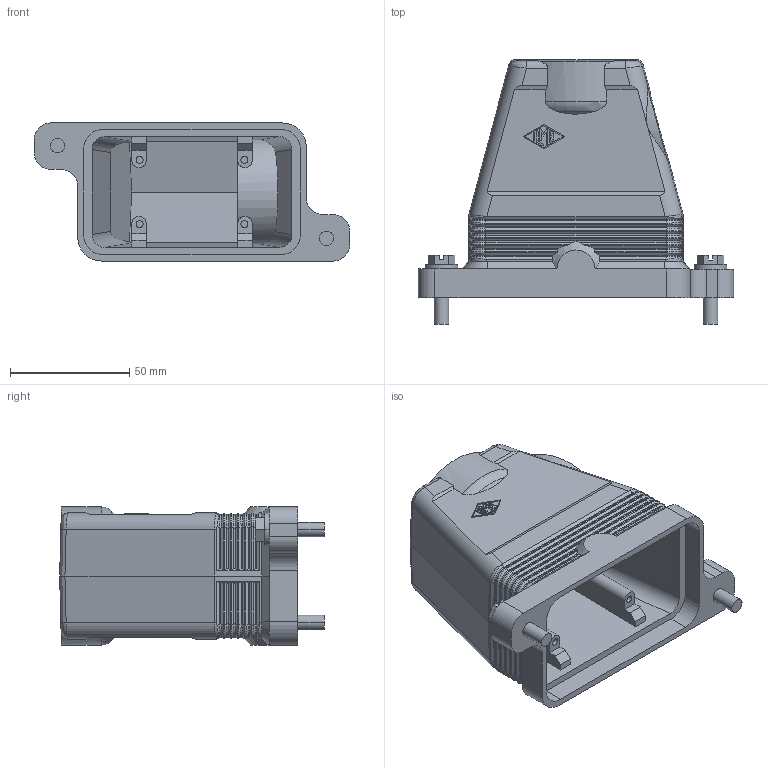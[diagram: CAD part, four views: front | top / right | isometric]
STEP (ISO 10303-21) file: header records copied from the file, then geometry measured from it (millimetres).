
FILE_DESCRIPTION(('Creo Elements/Direct Modeling STEP Export'),'2;1');
FILE_NAME('0lndrr041l5dcpi1468','2016-03-10T10:53:39',(''),(''),'PTC Creo Elements/Direct Modeling STEP processor for AP214 (Solid Model)','PTC Creo Elements/Direct Modeling 19.0B 21-Mar-2015 (C) Parametric Technology GmbH','');
FILE_SCHEMA(('AUTOMOTIVE_DESIGN { 1 0 10303 214 1 1 1 1 }'));
Length unit declared in the file: millimetre
Products named in the file (1): MGO_06.25
Bounding box: 132.5 x 111.2 x 58 mm (x, y, z)
Volume: 146584.3 mm3; surface area: 63563.8 mm2
Topology: 1 solids, 1 shells, 511 faces, 1268 edges, 776 vertices
Faces by surface type: plane 245, cylinder 124, extrusion 74, bspline 58, cone 8, torus 2
Entity records: 35148 total; most frequent: CARTESIAN_POINT 24017, ORIENTED_EDGE 2536, DIRECTION 1967, EDGE_CURVE 1268, VECTOR 825, VERTEX_POINT 776, LINE 746, AXIS2_PLACEMENT_3D 571
